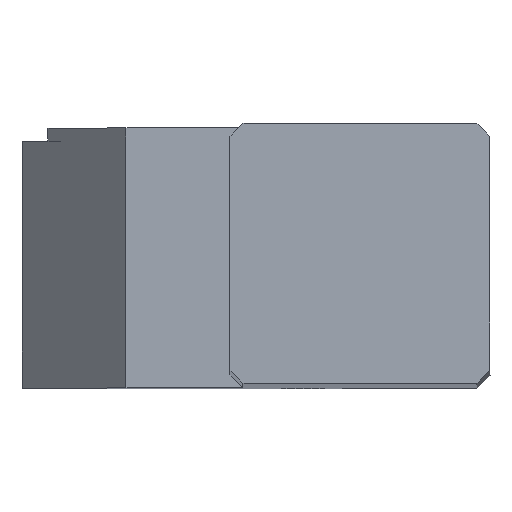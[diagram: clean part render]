
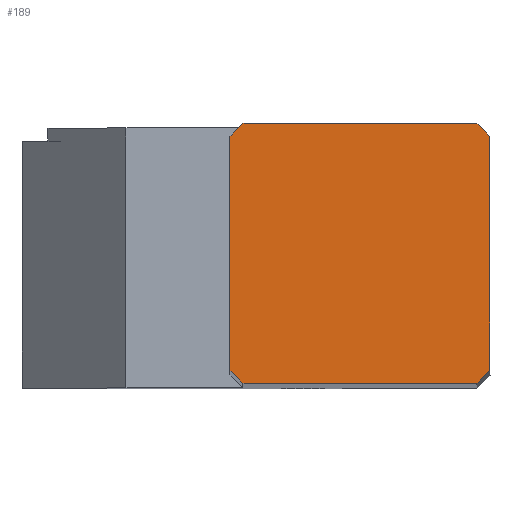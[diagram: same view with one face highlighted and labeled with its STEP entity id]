
A CAD part, top view. The second image highlights one B-rep face of the part: STEP entity #189.
In plain terms, the highlighted planar face has unit normal (0, 0, 1).
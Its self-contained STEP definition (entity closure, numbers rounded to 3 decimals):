
#121=FACE_OUTER_BOUND('',#298,.T.);
#189=ADVANCED_FACE('',(#121),#254,.T.);
#254=PLANE('',#1469);
#298=EDGE_LOOP('',(#669,#670,#671,#672,#673,#674,#675,#676));
#357=LINE('',#1992,#460);
#398=LINE('',#2165,#501);
#401=LINE('',#2171,#504);
#402=LINE('',#2173,#505);
#403=LINE('',#2175,#506);
#404=LINE('',#2177,#507);
#405=LINE('',#2179,#508);
#406=LINE('',#2181,#509);
#460=VECTOR('',#1596,1.);
#501=VECTOR('',#1705,1.);
#504=VECTOR('',#1710,1.);
#505=VECTOR('',#1713,1.);
#506=VECTOR('',#1714,1.);
#507=VECTOR('',#1715,1.);
#508=VECTOR('',#1716,1.);
#509=VECTOR('',#1717,1.);
#669=ORIENTED_EDGE('',*,*,#1162,.F.);
#670=ORIENTED_EDGE('',*,*,#1163,.T.);
#671=ORIENTED_EDGE('',*,*,#1164,.T.);
#672=ORIENTED_EDGE('',*,*,#1165,.T.);
#673=ORIENTED_EDGE('',*,*,#1166,.F.);
#674=ORIENTED_EDGE('',*,*,#1167,.T.);
#675=ORIENTED_EDGE('',*,*,#1094,.T.);
#676=ORIENTED_EDGE('',*,*,#1159,.T.);
#960=VERTEX_POINT('',#1991);
#961=VERTEX_POINT('',#1993);
#1011=VERTEX_POINT('',#2166);
#1012=VERTEX_POINT('',#2170);
#1013=VERTEX_POINT('',#2174);
#1014=VERTEX_POINT('',#2176);
#1015=VERTEX_POINT('',#2178);
#1016=VERTEX_POINT('',#2180);
#1094=EDGE_CURVE('',#961,#960,#357,.T.);
#1159=EDGE_CURVE('',#960,#1011,#398,.T.);
#1162=EDGE_CURVE('',#1012,#1011,#401,.T.);
#1163=EDGE_CURVE('',#1012,#1013,#402,.T.);
#1164=EDGE_CURVE('',#1013,#1014,#403,.T.);
#1165=EDGE_CURVE('',#1014,#1015,#404,.T.);
#1166=EDGE_CURVE('',#1016,#1015,#405,.T.);
#1167=EDGE_CURVE('',#1016,#961,#406,.T.);
#1469=AXIS2_PLACEMENT_3D('',#2182,#1718,#1719);
#1596=DIRECTION('',(1.,0.,0.));
#1705=DIRECTION('',(0.707,0.707,0.));
#1710=DIRECTION('',(0.,-1.,0.));
#1713=DIRECTION('',(-0.707,0.707,0.));
#1714=DIRECTION('',(-1.,0.,0.));
#1715=DIRECTION('',(-0.707,-0.707,0.));
#1716=DIRECTION('',(0.,1.,0.));
#1717=DIRECTION('',(0.707,-0.707,0.));
#1718=DIRECTION('',(0.,0.,1.));
#1719=DIRECTION('',(-1.,0.,0.));
#1991=CARTESIAN_POINT('',(9.5,0.,0.));
#1992=CARTESIAN_POINT('',(0.5,0.,0.));
#1993=CARTESIAN_POINT('',(0.5,0.,0.));
#2165=CARTESIAN_POINT('',(9.5,0.,0.));
#2166=CARTESIAN_POINT('',(10.,0.5,0.));
#2170=CARTESIAN_POINT('',(10.,9.5,0.));
#2171=CARTESIAN_POINT('',(10.,9.5,0.));
#2173=CARTESIAN_POINT('',(10.,9.5,0.));
#2174=CARTESIAN_POINT('',(9.5,10.,0.));
#2175=CARTESIAN_POINT('',(9.5,10.,0.));
#2176=CARTESIAN_POINT('',(0.5,10.,0.));
#2177=CARTESIAN_POINT('',(0.5,10.,0.));
#2178=CARTESIAN_POINT('',(0.,9.5,0.));
#2179=CARTESIAN_POINT('',(0.,0.5,0.));
#2180=CARTESIAN_POINT('',(0.,0.5,0.));
#2181=CARTESIAN_POINT('',(0.,0.5,0.));
#2182=CARTESIAN_POINT('',(5.,5.,0.));
